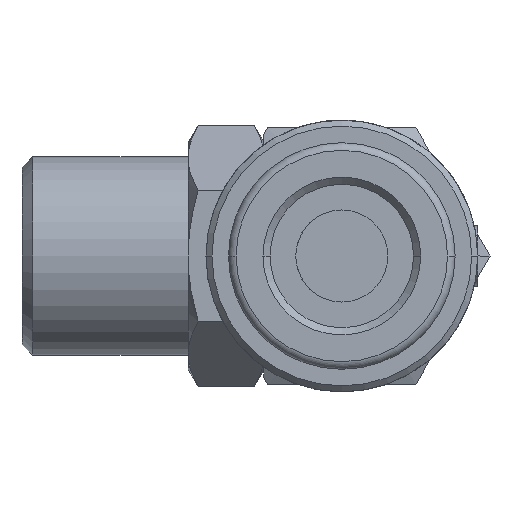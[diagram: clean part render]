
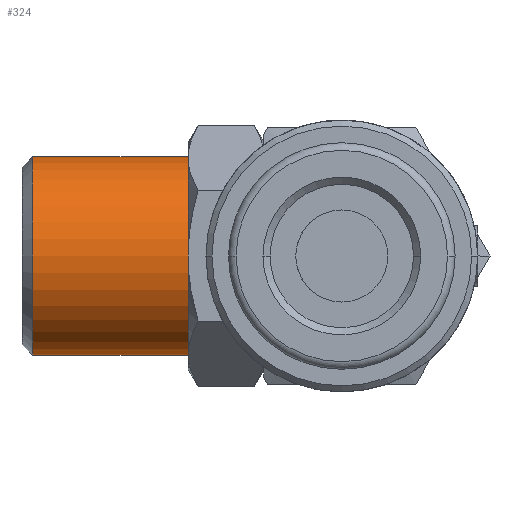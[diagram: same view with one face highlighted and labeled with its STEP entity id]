
A CAD part, front view. The second image highlights one B-rep face of the part: STEP entity #324.
In plain terms, the highlighted cylindrical face has radius 6.579 mm (diameter 13.157 mm), a partial arc.
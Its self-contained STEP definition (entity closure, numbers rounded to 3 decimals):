
#324=ADVANCED_FACE('',(#657),#658,.T.);
#657=FACE_OUTER_BOUND('',#989,.T.);
#658=CYLINDRICAL_SURFACE('',#990,6.579);
#989=EDGE_LOOP('',(#1876,#1877,#1878,#1879));
#990=AXIS2_PLACEMENT_3D('',#1880,#1881,#1882);
#1876=ORIENTED_EDGE('',*,*,#2293,.F.);
#1877=ORIENTED_EDGE('',*,*,#2070,.T.);
#1878=ORIENTED_EDGE('',*,*,#2294,.F.);
#1879=ORIENTED_EDGE('',*,*,#2195,.F.);
#1880=CARTESIAN_POINT('',(-14.585,46.225,0.0));
#1881=DIRECTION('',(-1.0,0.,0.));
#1882=DIRECTION('',(0.,0.,-1.0));
#2070=EDGE_CURVE('',#2520,#2519,#2522,.T.);
#2195=EDGE_CURVE('',#2532,#2537,#2700,.T.);
#2293=EDGE_CURVE('',#2520,#2532,#2806,.T.);
#2294=EDGE_CURVE('',#2537,#2519,#2807,.T.);
#2519=VERTEX_POINT('',#3332);
#2520=VERTEX_POINT('',#3333);
#2522=CIRCLE('',#3335,6.579);
#2532=VERTEX_POINT('',#3359);
#2537=VERTEX_POINT('',#3365);
#2700=CIRCLE('',#4235,6.579);
#2806=LINE('',#4551,#4552);
#2807=LINE('',#4553,#4554);
#3332=CARTESIAN_POINT('',(-10.185,46.225,6.579));
#3333=CARTESIAN_POINT('',(-10.185,46.225,-6.579));
#3335=AXIS2_PLACEMENT_3D('',#4748,#4749,#4750);
#3359=CARTESIAN_POINT('',(-20.462,46.225,-6.579));
#3365=CARTESIAN_POINT('',(-20.462,46.225,6.579));
#4235=AXIS2_PLACEMENT_3D('',#4858,#4859,#4860);
#4551=CARTESIAN_POINT('',(-14.585,46.225,-6.579));
#4552=VECTOR('',#4944,1.0);
#4553=CARTESIAN_POINT('',(-14.585,46.225,6.579));
#4554=VECTOR('',#4945,1.0);
#4748=CARTESIAN_POINT('',(-10.185,46.225,0.0));
#4749=DIRECTION('',(-1.0,0.,0.));
#4750=DIRECTION('',(0.,0.,-1.0));
#4858=CARTESIAN_POINT('',(-20.462,46.225,0.0));
#4859=DIRECTION('',(-1.0,0.,0.));
#4860=DIRECTION('',(0.,0.,-1.0));
#4944=DIRECTION('',(-1.0,0.,0.));
#4945=DIRECTION('',(1.0,0.,0.));
